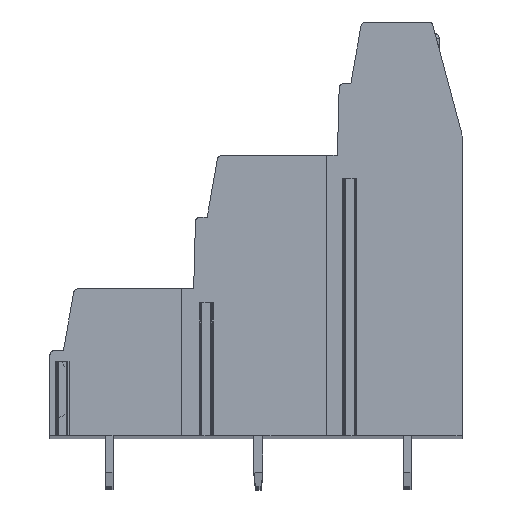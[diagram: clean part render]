
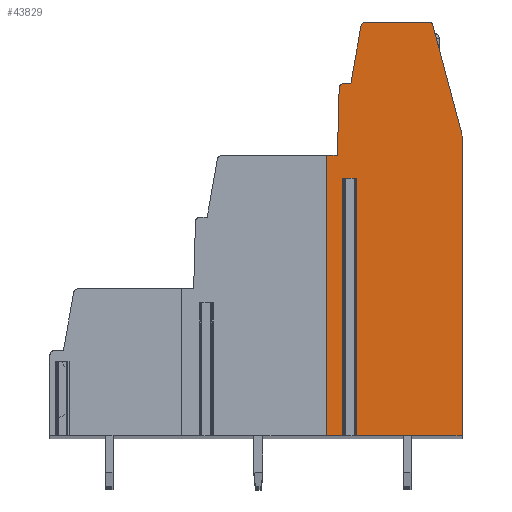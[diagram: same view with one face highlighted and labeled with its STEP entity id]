
A CAD part, top view. The second image highlights one B-rep face of the part: STEP entity #43829.
In plain terms, the highlighted planar face has unit normal (0, 0, 1).
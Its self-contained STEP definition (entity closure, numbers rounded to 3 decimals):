
#14=DIRECTION('',(-1.,0.,0.));
#15=VECTOR('',#14,0.743);
#16=CARTESIAN_POINT('',(1.908,2.65,119.38));
#17=LINE('',#16,#15);
#18=DIRECTION('',(0.,-1.,0.));
#19=VECTOR('',#18,17.55);
#20=CARTESIAN_POINT('',(1.165,2.65,119.38));
#21=LINE('',#20,#19);
#22=DIRECTION('',(1.,0.,0.));
#23=VECTOR('',#22,1.228);
#24=CARTESIAN_POINT('',(-0.063,-14.9,119.38));
#25=LINE('',#24,#23);
#26=DIRECTION('',(-1.,0.,0.));
#27=VECTOR('',#26,0.75);
#28=CARTESIAN_POINT('',(0.687,4.2,119.38));
#29=LINE('',#28,#27);
#30=DIRECTION('',(-0.026,-1.,0.));
#31=VECTOR('',#30,4.609);
#32=CARTESIAN_POINT('',(0.808,8.808,119.38));
#33=LINE('',#32,#31);
#34=CARTESIAN_POINT('',(1.108,8.8,119.38));
#35=DIRECTION('',(0.,0.,1.));
#36=DIRECTION('',(0.,1.,0.));
#37=AXIS2_PLACEMENT_3D('',#34,#35,#36);
#39=DIRECTION('',(-1.,0.,0.));
#40=VECTOR('',#39,0.497);
#41=CARTESIAN_POINT('',(1.605,9.1,119.38));
#42=LINE('',#41,#40);
#43=DIRECTION('',(-0.174,-0.985,0.));
#44=VECTOR('',#43,4.013);
#45=CARTESIAN_POINT('',(2.301,13.052,119.38));
#46=LINE('',#45,#44);
#47=CARTESIAN_POINT('',(2.597,13.,119.38));
#48=DIRECTION('',(0.,0.,1.));
#49=DIRECTION('',(0.,1.,0.));
#50=AXIS2_PLACEMENT_3D('',#47,#48,#49);
#52=DIRECTION('',(-1.,0.,0.));
#53=VECTOR('',#52,4.31);
#54=CARTESIAN_POINT('',(6.907,13.3,119.38));
#55=LINE('',#54,#53);
#56=CARTESIAN_POINT('',(6.907,13.,119.38));
#57=DIRECTION('',(0.,0.,1.));
#58=DIRECTION('',(0.966,0.259,0.));
#59=AXIS2_PLACEMENT_3D('',#56,#57,#58);
#61=CARTESIAN_POINT('',(8.187,5.518,119.38));
#62=DIRECTION('',(0.,0.,1.));
#63=DIRECTION('',(1.,0.,0.));
#64=AXIS2_PLACEMENT_3D('',#61,#62,#63);
#66=DIRECTION('',(0.,1.,0.));
#67=VECTOR('',#66,20.418);
#68=CARTESIAN_POINT('',(9.187,-14.9,119.38));
#69=LINE('',#68,#67);
#70=DIRECTION('',(1.,0.,0.));
#71=VECTOR('',#70,7.279);
#72=CARTESIAN_POINT('',(1.908,-14.9,119.38));
#73=LINE('',#72,#71);
#74=DIRECTION('',(0.,-1.,0.));
#75=VECTOR('',#74,17.55);
#76=CARTESIAN_POINT('',(1.908,2.65,119.38));
#77=LINE('',#76,#75);
#13734=DIRECTION('',(-0.259,0.966,0.));
#13735=VECTOR('',#13734,7.558);
#13736=CARTESIAN_POINT('',(9.153,5.777,119.38));
#13737=LINE('',#13736,#13735);
#23326=DIRECTION('',(0.,-1.,0.));
#23327=VECTOR('',#23326,19.1);
#23328=CARTESIAN_POINT('',(-0.063,4.2,119.38));
#23329=LINE('',#23328,#23327);
#34522=CARTESIAN_POINT('',(9.187,-14.9,119.38));
#34523=CARTESIAN_POINT('',(9.187,5.518,119.38));
#34524=VERTEX_POINT('',#34522);
#34525=VERTEX_POINT('',#34523);
#34526=CARTESIAN_POINT('',(9.153,5.777,119.38));
#34527=VERTEX_POINT('',#34526);
#34528=CARTESIAN_POINT('',(7.197,13.078,119.38));
#34529=CARTESIAN_POINT('',(6.907,13.3,119.38));
#34530=VERTEX_POINT('',#34528);
#34531=VERTEX_POINT('',#34529);
#34532=CARTESIAN_POINT('',(2.597,13.3,119.38));
#34533=VERTEX_POINT('',#34532);
#34534=CARTESIAN_POINT('',(2.301,13.052,119.38));
#34535=VERTEX_POINT('',#34534);
#34536=CARTESIAN_POINT('',(1.605,9.1,119.38));
#34537=VERTEX_POINT('',#34536);
#34538=CARTESIAN_POINT('',(1.108,9.1,119.38));
#34539=VERTEX_POINT('',#34538);
#34540=CARTESIAN_POINT('',(0.808,8.808,119.38));
#34541=VERTEX_POINT('',#34540);
#34542=CARTESIAN_POINT('',(0.687,4.2,119.38));
#34543=VERTEX_POINT('',#34542);
#34582=CARTESIAN_POINT('',(-0.063,-14.9,119.38));
#34584=VERTEX_POINT('',#34582);
#34590=CARTESIAN_POINT('',(-0.063,4.2,119.38));
#34591=VERTEX_POINT('',#34590);
#34638=CARTESIAN_POINT('',(1.908,2.65,119.38));
#34639=CARTESIAN_POINT('',(1.165,2.65,119.38));
#34640=VERTEX_POINT('',#34638);
#34641=VERTEX_POINT('',#34639);
#34642=CARTESIAN_POINT('',(1.908,-14.9,119.38));
#34643=VERTEX_POINT('',#34642);
#34644=CARTESIAN_POINT('',(1.165,-14.9,119.38));
#34645=VERTEX_POINT('',#34644);
#43788=CARTESIAN_POINT('',(0.,0.,119.38));
#43789=DIRECTION('',(0.,0.,1.));
#43790=DIRECTION('',(1.,0.,0.));
#43791=AXIS2_PLACEMENT_3D('',#43788,#43789,#43790);
#43792=PLANE('',#43791);
#43794=ORIENTED_EDGE('',*,*,#43793,.T.);
#43796=ORIENTED_EDGE('',*,*,#43795,.T.);
#43798=ORIENTED_EDGE('',*,*,#43797,.F.);
#43800=ORIENTED_EDGE('',*,*,#43799,.F.);
#43802=ORIENTED_EDGE('',*,*,#43801,.F.);
#43804=ORIENTED_EDGE('',*,*,#43803,.F.);
#43806=ORIENTED_EDGE('',*,*,#43805,.F.);
#43808=ORIENTED_EDGE('',*,*,#43807,.F.);
#43810=ORIENTED_EDGE('',*,*,#43809,.F.);
#43812=ORIENTED_EDGE('',*,*,#43811,.F.);
#43814=ORIENTED_EDGE('',*,*,#43813,.F.);
#43816=ORIENTED_EDGE('',*,*,#43815,.F.);
#43818=ORIENTED_EDGE('',*,*,#43817,.F.);
#43820=ORIENTED_EDGE('',*,*,#43819,.F.);
#43822=ORIENTED_EDGE('',*,*,#43821,.F.);
#43824=ORIENTED_EDGE('',*,*,#43823,.F.);
#43826=ORIENTED_EDGE('',*,*,#43825,.F.);
#43827=EDGE_LOOP('',(#43794,#43796,#43798,#43800,#43802,#43804,#43806,#43808,
#43810,#43812,#43814,#43816,#43818,#43820,#43822,#43824,#43826));
#43828=FACE_OUTER_BOUND('',#43827,.F.);
#38=CIRCLE('',#37,0.3);
#51=CIRCLE('',#50,0.3);
#60=CIRCLE('',#59,0.3);
#65=CIRCLE('',#64,1.);
#43793=EDGE_CURVE('',#34640,#34641,#17,.T.);
#43795=EDGE_CURVE('',#34641,#34645,#21,.T.);
#43797=EDGE_CURVE('',#34584,#34645,#25,.T.);
#43799=EDGE_CURVE('',#34591,#34584,#23329,.T.);
#43801=EDGE_CURVE('',#34543,#34591,#29,.T.);
#43803=EDGE_CURVE('',#34541,#34543,#33,.T.);
#43805=EDGE_CURVE('',#34539,#34541,#38,.T.);
#43807=EDGE_CURVE('',#34537,#34539,#42,.T.);
#43809=EDGE_CURVE('',#34535,#34537,#46,.T.);
#43811=EDGE_CURVE('',#34533,#34535,#51,.T.);
#43813=EDGE_CURVE('',#34531,#34533,#55,.T.);
#43815=EDGE_CURVE('',#34530,#34531,#60,.T.);
#43817=EDGE_CURVE('',#34527,#34530,#13737,.T.);
#43819=EDGE_CURVE('',#34525,#34527,#65,.T.);
#43821=EDGE_CURVE('',#34524,#34525,#69,.T.);
#43823=EDGE_CURVE('',#34643,#34524,#73,.T.);
#43825=EDGE_CURVE('',#34640,#34643,#77,.T.);
#43829=ADVANCED_FACE('',(#43828),#43792,.T.);
